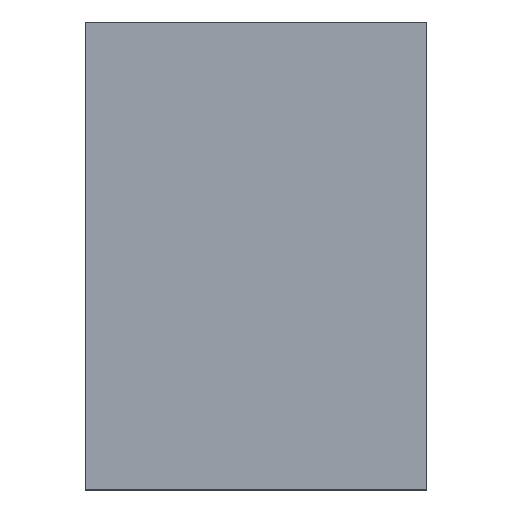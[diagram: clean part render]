
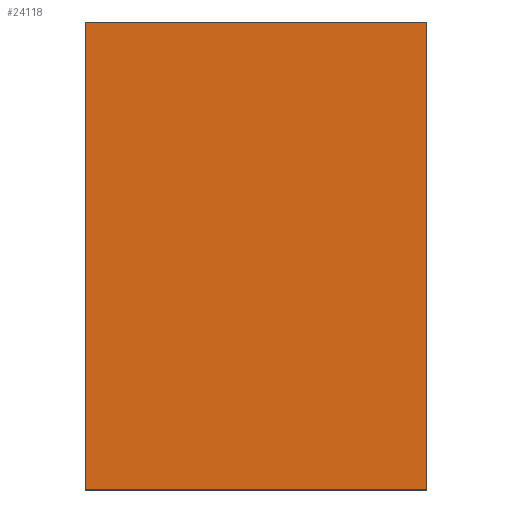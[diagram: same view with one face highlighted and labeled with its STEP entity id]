
A CAD part, left-side view. The second image highlights one B-rep face of the part: STEP entity #24118.
In plain terms, the highlighted planar face has unit normal (-1, 0, 0).
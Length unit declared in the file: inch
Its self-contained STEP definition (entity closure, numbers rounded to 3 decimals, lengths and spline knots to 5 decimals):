
#19066 = FACE_OUTER_BOUND ( 'NONE', #24103, .T. ) ;
#19068 = DIRECTION ( 'NONE',  ( 0., -1., 0. ) ) ;
#19070 = VECTOR ( 'NONE', #19068, 39.37008 ) ;
#19073 = CARTESIAN_POINT ( 'NONE',  ( -21.29987, -55.73019, 7.26987 ) ) ;
#19075 = LINE ( 'NONE', #19073, #19070 ) ;
#19078 = DIRECTION ( 'NONE',  ( 0., 1., 0. ) ) ;
#19079 = VECTOR ( 'NONE', #19078, 39.37008 ) ;
#19080 = CARTESIAN_POINT ( 'NONE',  ( -21.29987, -55.73019, -7.26987 ) ) ;
#19081 = LINE ( 'NONE', #19080, #19079 ) ;
#19084 = CARTESIAN_POINT ( 'NONE',  ( -21.29987, -10.6175, 7.26987 ) ) ;
#19089 = CARTESIAN_POINT ( 'NONE',  ( -21.29987, 0., -7.26987 ) ) ;
#19102 = CARTESIAN_POINT ( 'NONE',  ( -21.29987, 0., 7.26987 ) ) ;
#19128 = CARTESIAN_POINT ( 'NONE',  ( -21.29987, -10.6175, -7.26987 ) ) ;
#19129 = DIRECTION ( 'NONE',  ( 0., 0., 1. ) ) ;
#19130 = DIRECTION ( 'NONE',  ( -1., 0., 0. ) ) ;
#19131 = CARTESIAN_POINT ( 'NONE',  ( -21.29987, -55.73019, -7.26987 ) ) ;
#19132 = AXIS2_PLACEMENT_3D ( 'NONE', #19131, #19130, #19129 ) ;
#19134 = PLANE ( 'NONE',  #19132 ) ;
#19199 = DIRECTION ( 'NONE',  ( 0., 0., -1. ) ) ;
#19200 = VECTOR ( 'NONE', #19199, 39.37008 ) ;
#19201 = CARTESIAN_POINT ( 'NONE',  ( -21.29987, 0., -7.26987 ) ) ;
#19202 = LINE ( 'NONE', #19201, #19200 ) ;
#19203 = DIRECTION ( 'NONE',  ( 0., 0., -1. ) ) ;
#19204 = VECTOR ( 'NONE', #19203, 39.37008 ) ;
#19210 = CARTESIAN_POINT ( 'NONE',  ( -21.29987, -10.6175, -3.22 ) ) ;
#19211 = LINE ( 'NONE', #19210, #19204 ) ;
#24094 = VERTEX_POINT ( 'NONE', #19102 ) ;
#24097 = VERTEX_POINT ( 'NONE', #19089 ) ;
#24103 = EDGE_LOOP ( 'NONE', ( #24106, #24113, #24114, #24129 ) ) ;
#24106 = ORIENTED_EDGE ( 'NONE', *, *, #24116, .F. ) ;
#24107 = VERTEX_POINT ( 'NONE', #19084 ) ;
#24113 = ORIENTED_EDGE ( 'NONE', *, *, #24134, .T. ) ;
#24114 = ORIENTED_EDGE ( 'NONE', *, *, #24115, .F. ) ;
#24115 = EDGE_CURVE ( 'NONE', #24119, #24097, #19081, .T. ) ;
#24116 = EDGE_CURVE ( 'NONE', #24094, #24107, #19075, .T. ) ;
#24118 = ADVANCED_FACE ( 'NONE', ( #19066 ), #19134, .T. ) ;
#24119 = VERTEX_POINT ( 'NONE', #19128 ) ;
#24129 = ORIENTED_EDGE ( 'NONE', *, *, #24131, .F. ) ;
#24131 = EDGE_CURVE ( 'NONE', #24107, #24119, #19211, .T. ) ;
#24134 = EDGE_CURVE ( 'NONE', #24094, #24097, #19202, .T. ) ;
